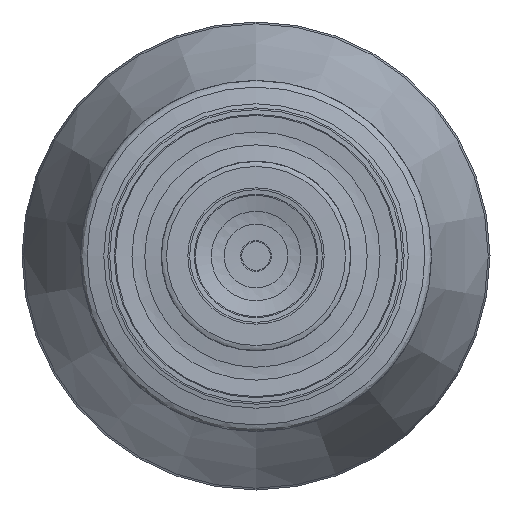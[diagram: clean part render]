
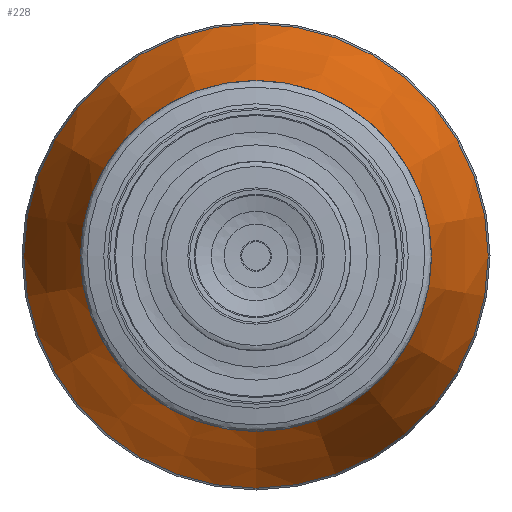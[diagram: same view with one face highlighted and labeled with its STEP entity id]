
A CAD part, left-side view. The second image highlights one B-rep face of the part: STEP entity #228.
In plain terms, the highlighted conical face has half-angle 19.44 degrees and reference radius 21.829 mm.
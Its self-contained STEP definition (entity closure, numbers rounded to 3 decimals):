
#206=CONICAL_SURFACE('',#905,21.829,19.44);
#228=ADVANCED_FACE('',(#316,#317),#206,.T.);
#316=FACE_BOUND('',#443,.T.);
#317=FACE_BOUND('',#444,.T.);
#443=EDGE_LOOP('',(#573));
#444=EDGE_LOOP('',(#574));
#573=ORIENTED_EDGE('',*,*,#754,.T.);
#574=ORIENTED_EDGE('',*,*,#753,.F.);
#688=VERTEX_POINT('',#1262);
#689=VERTEX_POINT('',#1265);
#753=EDGE_CURVE('',#688,#688,#818,.T.);
#754=EDGE_CURVE('',#689,#689,#819,.T.);
#818=CIRCLE('',#902,21.829);
#819=CIRCLE('',#904,16.285);
#902=AXIS2_PLACEMENT_3D('',#1261,#1024,#1025);
#904=AXIS2_PLACEMENT_3D('',#1264,#1028,#1029);
#905=AXIS2_PLACEMENT_3D('',#1266,#1030,#1031);
#1024=DIRECTION('',(1.,0.,0.));
#1025=DIRECTION('',(0.,0.,1.));
#1028=DIRECTION('',(1.,0.,0.));
#1029=DIRECTION('',(0.,0.,1.));
#1030=DIRECTION('',(1.,0.,0.));
#1031=DIRECTION('',(0.,0.,-1.));
#1261=CARTESIAN_POINT('',(186.515,0.,0.));
#1262=CARTESIAN_POINT('',(186.515,0.,21.829));
#1264=CARTESIAN_POINT('',(170.808,0.,0.));
#1265=CARTESIAN_POINT('',(170.808,0.,16.285));
#1266=CARTESIAN_POINT('',(186.515,0.,0.));
